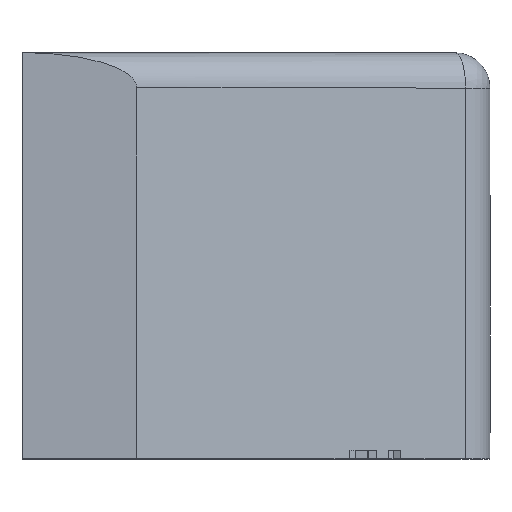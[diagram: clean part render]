
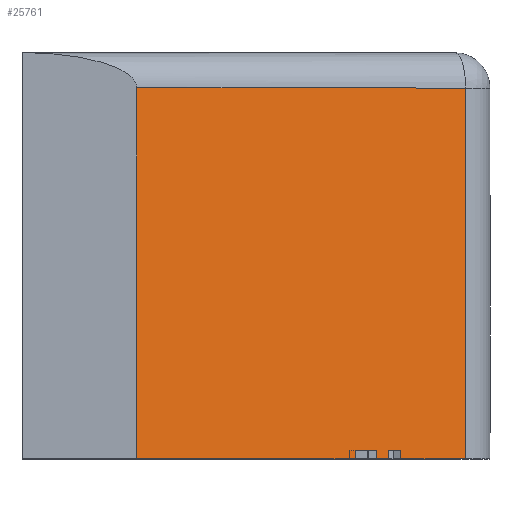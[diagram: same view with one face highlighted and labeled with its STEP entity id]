
A CAD part, top view. The second image highlights one B-rep face of the part: STEP entity #25761.
In plain terms, the highlighted planar face has unit normal (0.309, 0, 0.951).
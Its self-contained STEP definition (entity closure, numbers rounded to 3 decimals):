
#416 = VECTOR ( 'NONE', #33627, 1000. ) ;
#1068 = EDGE_CURVE ( 'NONE', #21449, #38644, #20323, .T. ) ;
#1880 = DIRECTION ( 'NONE',  ( 0., 1., 0. ) ) ;
#2608 = DIRECTION ( 'NONE',  ( -0.951, 0., 0.309 ) ) ;
#3629 = VECTOR ( 'NONE', #1880, 1000. ) ;
#4070 = EDGE_CURVE ( 'NONE', #7199, #10401, #5365, .T. ) ;
#4132 = CARTESIAN_POINT ( 'NONE',  ( 10.118, 21., 6.449 ) ) ;
#5365 = LINE ( 'NONE', #27522, #32981 ) ;
#5570 = VERTEX_POINT ( 'NONE', #24245 ) ;
#5945 = LINE ( 'NONE', #28305, #35402 ) ;
#6083 = EDGE_CURVE ( 'NONE', #9029, #12354, #5945, .T. ) ;
#6285 = CARTESIAN_POINT ( 'NONE',  ( 6.441, 0., 7.644 ) ) ;
#6354 = VECTOR ( 'NONE', #28349, 1000. ) ;
#7199 = VERTEX_POINT ( 'NONE', #8467 ) ;
#7370 = ORIENTED_EDGE ( 'NONE', *, *, #32852, .T. ) ;
#7538 = EDGE_CURVE ( 'NONE', #13525, #21449, #19817, .T. ) ;
#7588 = DIRECTION ( 'NONE',  ( 0., 1., 0. ) ) ;
#8467 = CARTESIAN_POINT ( 'NONE',  ( 3.857, 0., 8.484 ) ) ;
#9029 = VERTEX_POINT ( 'NONE', #30528 ) ;
#9204 = LINE ( 'NONE', #18945, #24525 ) ;
#9419 = CARTESIAN_POINT ( 'NONE',  ( 3.857, 0.5, 8.484 ) ) ;
#9485 = PLANE ( 'NONE',  #11477 ) ;
#9990 = ORIENTED_EDGE ( 'NONE', *, *, #4070, .F. ) ;
#10326 = ORIENTED_EDGE ( 'NONE', *, *, #35462, .F. ) ;
#10401 = VERTEX_POINT ( 'NONE', #13531 ) ;
#10965 = VECTOR ( 'NONE', #28531, 1000. ) ;
#11477 = AXIS2_PLACEMENT_3D ( 'NONE', #25234, #40724, #27728 ) ;
#11783 = DIRECTION ( 'NONE',  ( -0.951, 0., 0.309 ) ) ;
#11942 = VECTOR ( 'NONE', #2608, 1000. ) ;
#12354 = VERTEX_POINT ( 'NONE', #6285 ) ;
#13198 = EDGE_CURVE ( 'NONE', #31102, #19165, #34548, .T. ) ;
#13421 = EDGE_LOOP ( 'NONE', ( #26157, #21669, #17876, #9990, #7370, #39875, #24414, #22575, #25090, #10326, #22888, #16655 ) ) ;
#13525 = VERTEX_POINT ( 'NONE', #31198 ) ;
#13531 = CARTESIAN_POINT ( 'NONE',  ( -8.5, 0., 12.5 ) ) ;
#13766 = EDGE_CURVE ( 'NONE', #10401, #38644, #35727, .T. ) ;
#13797 = DIRECTION ( 'NONE',  ( 0., 1., 0. ) ) ;
#13997 = DIRECTION ( 'NONE',  ( 0., 1., 0. ) ) ;
#14083 = CARTESIAN_POINT ( 'NONE',  ( 5.741, 0., 7.872 ) ) ;
#14196 = CARTESIAN_POINT ( 'NONE',  ( 3.857, 0.5, 8.484 ) ) ;
#14816 = LINE ( 'NONE', #34254, #11942 ) ;
#15465 = CARTESIAN_POINT ( 'NONE',  ( -8.5, 21., 12.5 ) ) ;
#15700 = FACE_OUTER_BOUND ( 'NONE', #13421, .T. ) ;
#15725 = CARTESIAN_POINT ( 'NONE',  ( 11.5, 0.5, 6. ) ) ;
#15890 = LINE ( 'NONE', #28940, #10965 ) ;
#16274 = VECTOR ( 'NONE', #29230, 1000. ) ;
#16655 = ORIENTED_EDGE ( 'NONE', *, *, #28952, .F. ) ;
#17086 = LINE ( 'NONE', #14196, #39530 ) ;
#17224 = CARTESIAN_POINT ( 'NONE',  ( 5.06, 0.5, 8.093 ) ) ;
#17876 = ORIENTED_EDGE ( 'NONE', *, *, #13766, .F. ) ;
#17897 = CARTESIAN_POINT ( 'NONE',  ( 5.06, 0., 8.093 ) ) ;
#18015 = CARTESIAN_POINT ( 'NONE',  ( 5.741, 0.5, 7.872 ) ) ;
#18945 = CARTESIAN_POINT ( 'NONE',  ( 11.5, 0.5, 6. ) ) ;
#19165 = VERTEX_POINT ( 'NONE', #9419 ) ;
#19817 = LINE ( 'NONE', #26847, #38408 ) ;
#20323 = LINE ( 'NONE', #32929, #16274 ) ;
#21449 = VERTEX_POINT ( 'NONE', #4132 ) ;
#21461 = VERTEX_POINT ( 'NONE', #27653 ) ;
#21669 = ORIENTED_EDGE ( 'NONE', *, *, #1068, .T. ) ;
#22575 = ORIENTED_EDGE ( 'NONE', *, *, #39063, .F. ) ;
#22888 = ORIENTED_EDGE ( 'NONE', *, *, #6083, .T. ) ;
#23070 = DIRECTION ( 'NONE',  ( 0., -1., 0. ) ) ;
#23612 = LINE ( 'NONE', #14083, #3629 ) ;
#24245 = CARTESIAN_POINT ( 'NONE',  ( 5.06, 0., 8.093 ) ) ;
#24414 = ORIENTED_EDGE ( 'NONE', *, *, #27564, .T. ) ;
#24525 = VECTOR ( 'NONE', #24753, 1000. ) ;
#24753 = DIRECTION ( 'NONE',  ( -0.951, 0., 0.309 ) ) ;
#25090 = ORIENTED_EDGE ( 'NONE', *, *, #26791, .T. ) ;
#25234 = CARTESIAN_POINT ( 'NONE',  ( 11.5, 0., 6. ) ) ;
#25761 = ADVANCED_FACE ( 'NONE', ( #15700 ), #9485, .F. ) ;
#26157 = ORIENTED_EDGE ( 'NONE', *, *, #7538, .T. ) ;
#26791 = EDGE_CURVE ( 'NONE', #21461, #31989, #23612, .T. ) ;
#26847 = CARTESIAN_POINT ( 'NONE',  ( 10.118, 0., 6.449 ) ) ;
#27522 = CARTESIAN_POINT ( 'NONE',  ( 11.5, 0., 6. ) ) ;
#27564 = EDGE_CURVE ( 'NONE', #31102, #5570, #36321, .T. ) ;
#27653 = CARTESIAN_POINT ( 'NONE',  ( 5.741, 0., 7.872 ) ) ;
#27728 = DIRECTION ( 'NONE',  ( -0.951, 0., 0.309 ) ) ;
#28305 = CARTESIAN_POINT ( 'NONE',  ( 6.441, 0., 7.644 ) ) ;
#28349 = DIRECTION ( 'NONE',  ( -0.951, 0., 0.309 ) ) ;
#28531 = DIRECTION ( 'NONE',  ( -0.951, 0., 0.309 ) ) ;
#28940 = CARTESIAN_POINT ( 'NONE',  ( 11.5, 0., 6. ) ) ;
#28952 = EDGE_CURVE ( 'NONE', #13525, #12354, #15890, .T. ) ;
#29230 = DIRECTION ( 'NONE',  ( -0.951, 0., 0.309 ) ) ;
#30528 = CARTESIAN_POINT ( 'NONE',  ( 6.441, 0.5, 7.644 ) ) ;
#31102 = VERTEX_POINT ( 'NONE', #17224 ) ;
#31198 = CARTESIAN_POINT ( 'NONE',  ( 10.118, 0., 6.449 ) ) ;
#31532 = VECTOR ( 'NONE', #13797, 1000. ) ;
#31989 = VERTEX_POINT ( 'NONE', #18015 ) ;
#32852 = EDGE_CURVE ( 'NONE', #7199, #19165, #17086, .T. ) ;
#32929 = CARTESIAN_POINT ( 'NONE',  ( -8.5, 21., 12.5 ) ) ;
#32981 = VECTOR ( 'NONE', #11783, 1000. ) ;
#33238 = CARTESIAN_POINT ( 'NONE',  ( -8.5, 0., 12.5 ) ) ;
#33627 = DIRECTION ( 'NONE',  ( 0., -1., 0. ) ) ;
#34254 = CARTESIAN_POINT ( 'NONE',  ( 11.5, 0., 6. ) ) ;
#34548 = LINE ( 'NONE', #15725, #6354 ) ;
#35402 = VECTOR ( 'NONE', #23070, 1000. ) ;
#35462 = EDGE_CURVE ( 'NONE', #9029, #31989, #9204, .T. ) ;
#35727 = LINE ( 'NONE', #33238, #31532 ) ;
#36321 = LINE ( 'NONE', #17897, #416 ) ;
#38408 = VECTOR ( 'NONE', #7588, 1000. ) ;
#38644 = VERTEX_POINT ( 'NONE', #15465 ) ;
#39063 = EDGE_CURVE ( 'NONE', #21461, #5570, #14816, .T. ) ;
#39530 = VECTOR ( 'NONE', #13997, 1000. ) ;
#39875 = ORIENTED_EDGE ( 'NONE', *, *, #13198, .F. ) ;
#40724 = DIRECTION ( 'NONE',  ( -0.309, 0., -0.951 ) ) ;
